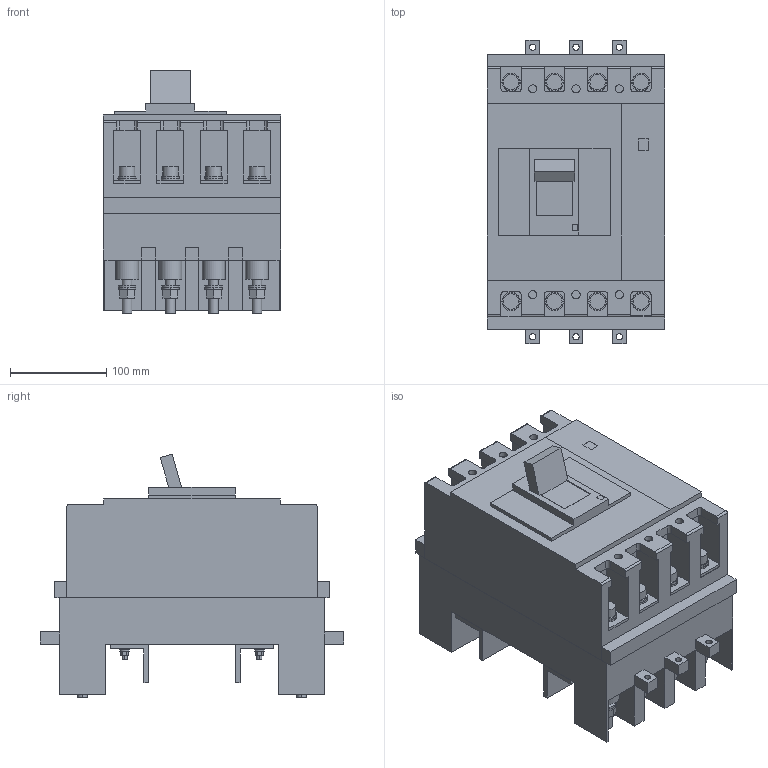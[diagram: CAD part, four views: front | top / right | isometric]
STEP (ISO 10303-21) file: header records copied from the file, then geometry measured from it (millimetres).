
FILE_DESCRIPTION (( 'STEP AP214' ), '1' );
FILE_NAME ('PS400NF4MB.STEP', '2023-03-10T03:52:33', ( 'CAD' ), ( '' ), 'SwSTEP 2.0', 'SolidWorks 2015', '' );
FILE_SCHEMA (( 'AUTOMOTIVE_DESIGN' ));
Length unit declared in the file: millimetre
Products named in the file (1): PS400NF4MB
Bounding box: 185 x 316 x 253.6 mm (x, y, z)
Volume: 7653778.6 mm3; surface area: 714751.6 mm2
Topology: 75 solids, 75 shells, 886 faces, 1985 edges, 1310 vertices
Faces by surface type: plane 516, cylinder 370
Entity records: 30400 total; most frequent: DIRECTION 4499, CARTESIAN_POINT 4182, ORIENTED_EDGE 3970, EDGE_CURVE 1985, AXIS2_PLACEMENT_3D 1627, VERTEX_POINT 1310, VECTOR 1245, LINE 1245
